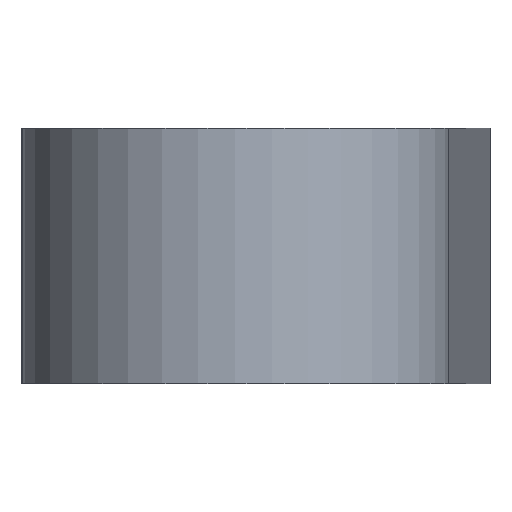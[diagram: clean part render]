
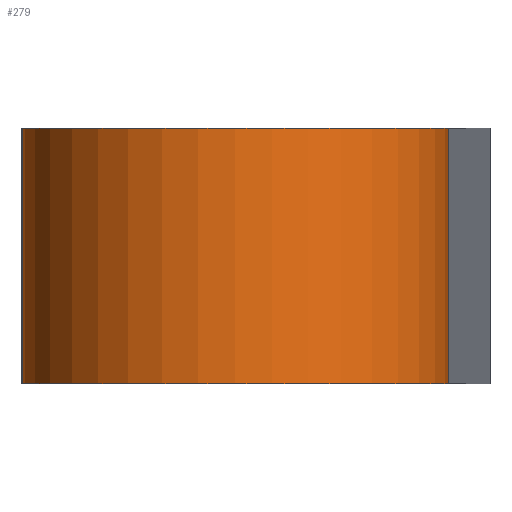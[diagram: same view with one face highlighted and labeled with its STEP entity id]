
A CAD part, front view. The second image highlights one B-rep face of the part: STEP entity #279.
In plain terms, the highlighted cylindrical face has radius 10 mm (diameter 20 mm), a partial arc.
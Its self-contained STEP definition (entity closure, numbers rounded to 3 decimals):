
#5 = DIRECTION ( 'NONE',  ( 1., 0., 0. ) ) ;
#15 = ORIENTED_EDGE ( 'NONE', *, *, #102, .F. ) ;
#16 = AXIS2_PLACEMENT_3D ( 'NONE', #402, #138, #361 ) ;
#33 = CARTESIAN_POINT ( 'NONE',  ( 8.051, -400.049, 6. ) ) ;
#38 = DIRECTION ( 'NONE',  ( 1., 0., 0. ) ) ;
#52 = VERTEX_POINT ( 'NONE', #150 ) ;
#62 = AXIS2_PLACEMENT_3D ( 'NONE', #286, #419, #38 ) ;
#64 = DIRECTION ( 'NONE',  ( 0., 0., -1. ) ) ;
#74 = ORIENTED_EDGE ( 'NONE', *, *, #170, .T. ) ;
#75 = VECTOR ( 'NONE', #64, 1000. ) ;
#76 = CARTESIAN_POINT ( 'NONE',  ( -1.949, -400., -6. ) ) ;
#100 = VECTOR ( 'NONE', #165, 1000. ) ;
#102 = EDGE_CURVE ( 'NONE', #219, #52, #128, .T. ) ;
#105 = ORIENTED_EDGE ( 'NONE', *, *, #143, .T. ) ;
#119 = ORIENTED_EDGE ( 'NONE', *, *, #163, .F. ) ;
#128 = LINE ( 'NONE', #194, #75 ) ;
#138 = DIRECTION ( 'NONE',  ( 0., 0., -1. ) ) ;
#139 = CIRCLE ( 'NONE', #62, 10. ) ;
#143 = EDGE_CURVE ( 'NONE', #174, #212, #225, .T. ) ;
#147 = EDGE_LOOP ( 'NONE', ( #119, #105, #74, #15 ) ) ;
#150 = CARTESIAN_POINT ( 'NONE',  ( 8.051, -400.049, -6. ) ) ;
#154 = CIRCLE ( 'NONE', #173, 10. ) ;
#163 = EDGE_CURVE ( 'NONE', #174, #219, #139, .T. ) ;
#165 = DIRECTION ( 'NONE',  ( 0., 0., -1. ) ) ;
#170 = EDGE_CURVE ( 'NONE', #212, #52, #154, .T. ) ;
#173 = AXIS2_PLACEMENT_3D ( 'NONE', #76, #176, #5 ) ;
#174 = VERTEX_POINT ( 'NONE', #297 ) ;
#176 = DIRECTION ( 'NONE',  ( 0., 0., 1. ) ) ;
#194 = CARTESIAN_POINT ( 'NONE',  ( 8.051, -400.049, 6. ) ) ;
#212 = VERTEX_POINT ( 'NONE', #298 ) ;
#219 = VERTEX_POINT ( 'NONE', #33 ) ;
#225 = LINE ( 'NONE', #360, #100 ) ;
#267 = CYLINDRICAL_SURFACE ( 'NONE', #16, 10. ) ;
#269 = FACE_OUTER_BOUND ( 'NONE', #147, .T. ) ;
#279 = ADVANCED_FACE ( 'NONE', ( #269 ), #267, .T. ) ;
#286 = CARTESIAN_POINT ( 'NONE',  ( -1.949, -400., 6. ) ) ;
#297 = CARTESIAN_POINT ( 'NONE',  ( -11.949, -400., 6. ) ) ;
#298 = CARTESIAN_POINT ( 'NONE',  ( -11.949, -400., -6. ) ) ;
#360 = CARTESIAN_POINT ( 'NONE',  ( -11.949, -400., 6. ) ) ;
#361 = DIRECTION ( 'NONE',  ( -1., 0., 0. ) ) ;
#402 = CARTESIAN_POINT ( 'NONE',  ( -1.949, -400., 6. ) ) ;
#419 = DIRECTION ( 'NONE',  ( 0., 0., 1. ) ) ;
